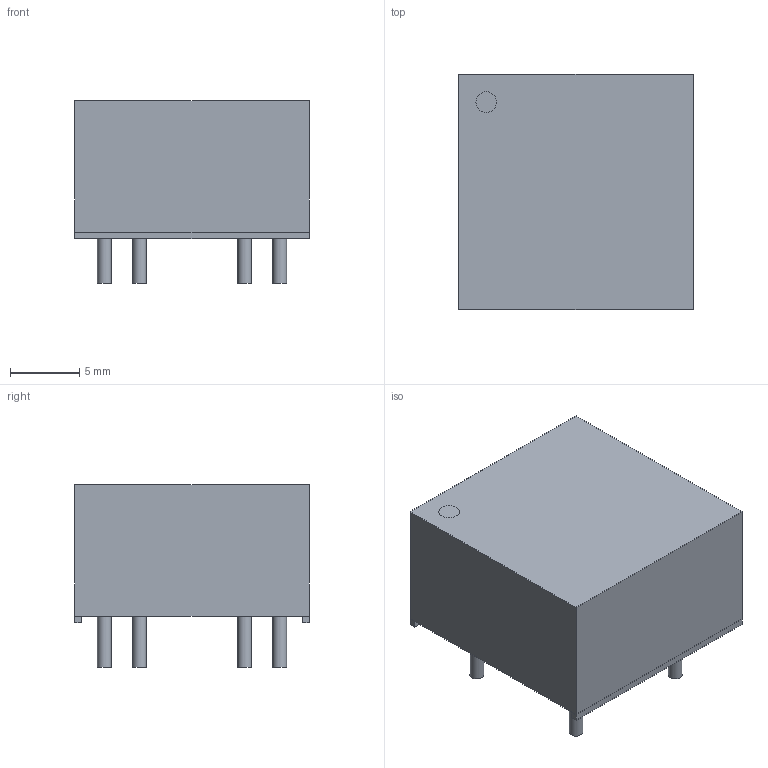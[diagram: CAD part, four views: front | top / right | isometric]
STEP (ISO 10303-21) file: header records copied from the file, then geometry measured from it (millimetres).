
FILE_DESCRIPTION(/* description */ (''),/* implementation_level */ '2;1');
FILE_NAME(/* name */ 'XFMR_ALSTOM_FIELDTR.stp',/* time_stamp */ '2017-04-28T13:09:54+02:00',/* author */ ('riccim'),/* organization */ (''),/* preprocessor_version */ 'ST-DEVELOPER v16.5',/* originating_system */ 'AutoCAD Mechanical',/* authorisation */ '');
FILE_SCHEMA (('AUTOMOTIVE_DESIGN { 1 0 10303 214 3 1 1 }'));
Length unit declared in the file: millimetre
Products named in the file (1): Product
Bounding box: 17 x 17 x 13.2 mm (x, y, z)
Volume: 2771.4 mm3; surface area: 1380.4 mm2
Topology: 10 solids, 10 shells, 41 faces, 61 edges, 42 vertices
Faces by surface type: plane 33, cylinder 8
Full cylindrical faces by diameter (mm): 1 x6, 1.5 x2
Entity records: 898 total; most frequent: DIRECTION 153, CARTESIAN_POINT 137, ORIENTED_EDGE 104, AXIS2_PLACEMENT_3D 58, EDGE_CURVE 52, EDGE_LOOP 50, FACE_OUTER_BOUND 41, ADVANCED_FACE 41
